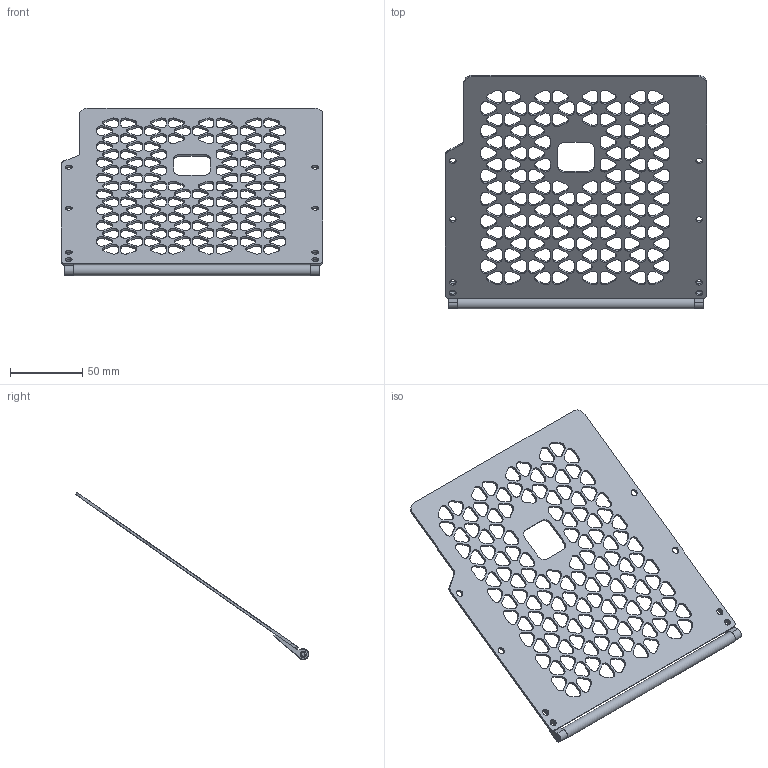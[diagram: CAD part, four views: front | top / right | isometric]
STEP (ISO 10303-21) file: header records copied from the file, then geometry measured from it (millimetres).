
FILE_DESCRIPTION(/* description */ (''),/* implementation_level */ '2;1');
FILE_NAME(/* name */ 'Rollered intake ramp.step',/* time_stamp */ '2024-06-27T21:56:37-05:00',/* author */ (''),/* organization */ (''),/* preprocessor_version */ 'ST-DEVELOPER v20',/* originating_system */ 'Autodesk Translation Framework v13.14.0.145',/* authorisation */ '');
FILE_SCHEMA (('AUTOMOTIVE_DESIGN { 1 0 10303 214 3 1 1 }'));
Length unit declared in the file: inch
Products named in the file (5): rollered intake ramp; roller; 6.96" Standard Shaft (276-1149); NEW ramp optical sensor v1; axle holder
Assembly tree (5 placements, depth 2):
  rollered intake ramp
    axle holder  x2
    roller
    6.96" Standard Shaft (276-1149)
    NEW ramp optical sensor v1
Bounding box: 180.59 x 161.46 x 115.88 mm (x, y, z)
Volume: 40726 mm3; surface area: 59112.2 mm2
Topology: 5 solids, 5 shells, 825 faces, 2445 edges, 1630 vertices
Faces by surface type: plane 414, cylinder 409, bspline 2
Full cylindrical faces by diameter (mm): 4.242 x2, 4.572 x8, 4.623 x4, 7.62 x1
Entity records: 28372 total; most frequent: CARTESIAN_POINT 4996, DIRECTION 4867, ORIENTED_EDGE 4842, EDGE_CURVE 2421, AXIS2_PLACEMENT_3D 1635, VERTEX_POINT 1614, LINE 1597, VECTOR 1597
